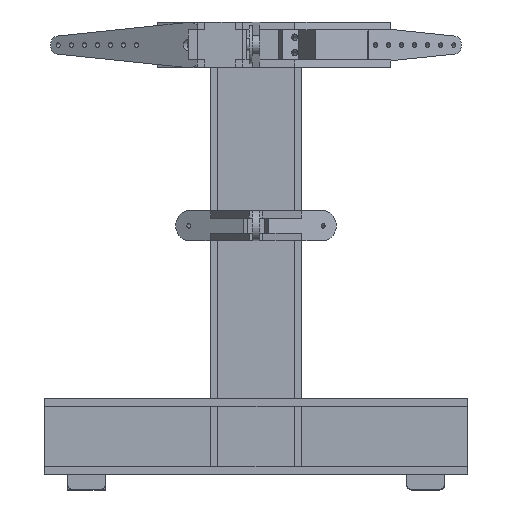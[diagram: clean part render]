
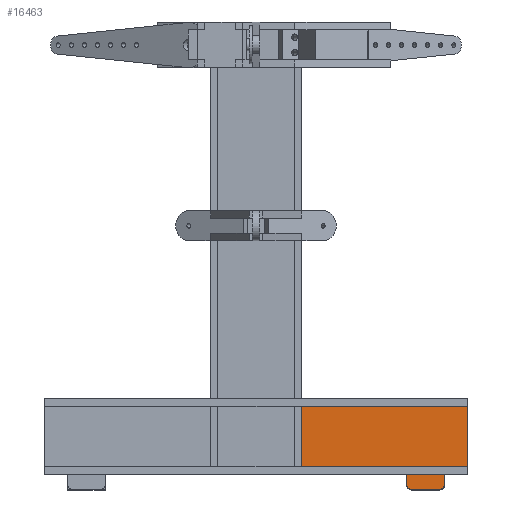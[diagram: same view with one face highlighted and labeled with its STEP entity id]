
A CAD part, top view. The second image highlights one B-rep face of the part: STEP entity #16463.
In plain terms, the highlighted planar face has unit normal (0, 0, 1).
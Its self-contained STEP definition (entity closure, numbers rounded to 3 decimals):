
#1121=PLANE('',#17654);
#1918=FACE_OUTER_BOUND('',#2976,.T.);
#2976=EDGE_LOOP('',(#15138,#15139,#15140,#15141,#15142,#15143,#15144,#15145,
#15146,#15147,#15148,#15149,#15150,#15151,#15152,#15153));
#4896=LINE('',#25809,#7022);
#4899=LINE('',#25815,#7025);
#4902=LINE('',#25821,#7028);
#4905=LINE('',#25827,#7031);
#4908=LINE('',#25833,#7034);
#4911=LINE('',#25839,#7037);
#4914=LINE('',#25845,#7040);
#4917=LINE('',#25851,#7043);
#4920=LINE('',#25857,#7046);
#4923=LINE('',#25863,#7049);
#4926=LINE('',#25869,#7052);
#4929=LINE('',#25875,#7055);
#4933=LINE('',#25887,#7059);
#4937=LINE('',#25897,#7063);
#7022=VECTOR('',#21258,10.);
#7025=VECTOR('',#21263,10.);
#7028=VECTOR('',#21268,10.);
#7031=VECTOR('',#21273,10.);
#7034=VECTOR('',#21278,10.);
#7037=VECTOR('',#21283,10.);
#7040=VECTOR('',#21288,10.);
#7043=VECTOR('',#21293,10.);
#7046=VECTOR('',#21298,10.);
#7049=VECTOR('',#21303,10.);
#7052=VECTOR('',#21308,10.);
#7055=VECTOR('',#21313,10.);
#7059=VECTOR('',#21325,10.);
#7063=VECTOR('',#21337,10.);
#7441=CIRCLE('',#17648,3.);
#7443=CIRCLE('',#17652,3.);
#8742=VERTEX_POINT('',#25806);
#8743=VERTEX_POINT('',#25808);
#8745=VERTEX_POINT('',#25814);
#8747=VERTEX_POINT('',#25820);
#8749=VERTEX_POINT('',#25826);
#8751=VERTEX_POINT('',#25832);
#8753=VERTEX_POINT('',#25838);
#8755=VERTEX_POINT('',#25844);
#8757=VERTEX_POINT('',#25850);
#8759=VERTEX_POINT('',#25856);
#8761=VERTEX_POINT('',#25862);
#8763=VERTEX_POINT('',#25868);
#8765=VERTEX_POINT('',#25874);
#8767=VERTEX_POINT('',#25880);
#8769=VERTEX_POINT('',#25886);
#8771=VERTEX_POINT('',#25892);
#10888=EDGE_CURVE('',#8743,#8742,#4896,.T.);
#10891=EDGE_CURVE('',#8745,#8743,#4899,.T.);
#10894=EDGE_CURVE('',#8747,#8745,#4902,.T.);
#10897=EDGE_CURVE('',#8749,#8747,#4905,.T.);
#10900=EDGE_CURVE('',#8751,#8749,#4908,.T.);
#10903=EDGE_CURVE('',#8753,#8751,#4911,.T.);
#10906=EDGE_CURVE('',#8755,#8753,#4914,.T.);
#10909=EDGE_CURVE('',#8757,#8755,#4917,.T.);
#10912=EDGE_CURVE('',#8759,#8757,#4920,.T.);
#10915=EDGE_CURVE('',#8761,#8759,#4923,.T.);
#10918=EDGE_CURVE('',#8763,#8761,#4926,.T.);
#10921=EDGE_CURVE('',#8765,#8763,#4929,.T.);
#10924=EDGE_CURVE('',#8767,#8765,#7441,.T.);
#10927=EDGE_CURVE('',#8769,#8767,#4933,.T.);
#10930=EDGE_CURVE('',#8771,#8769,#7443,.T.);
#10933=EDGE_CURVE('',#8742,#8771,#4937,.T.);
#15138=ORIENTED_EDGE('',*,*,#10933,.T.);
#15139=ORIENTED_EDGE('',*,*,#10930,.T.);
#15140=ORIENTED_EDGE('',*,*,#10927,.T.);
#15141=ORIENTED_EDGE('',*,*,#10924,.T.);
#15142=ORIENTED_EDGE('',*,*,#10921,.T.);
#15143=ORIENTED_EDGE('',*,*,#10918,.T.);
#15144=ORIENTED_EDGE('',*,*,#10915,.T.);
#15145=ORIENTED_EDGE('',*,*,#10912,.T.);
#15146=ORIENTED_EDGE('',*,*,#10909,.T.);
#15147=ORIENTED_EDGE('',*,*,#10906,.T.);
#15148=ORIENTED_EDGE('',*,*,#10903,.T.);
#15149=ORIENTED_EDGE('',*,*,#10900,.T.);
#15150=ORIENTED_EDGE('',*,*,#10897,.T.);
#15151=ORIENTED_EDGE('',*,*,#10894,.T.);
#15152=ORIENTED_EDGE('',*,*,#10891,.T.);
#15153=ORIENTED_EDGE('',*,*,#10888,.T.);
#16463=ADVANCED_FACE('',(#1918),#1121,.T.);
#17648=AXIS2_PLACEMENT_3D('',#25881,#21319,#21320);
#17652=AXIS2_PLACEMENT_3D('',#25893,#21331,#21332);
#17654=AXIS2_PLACEMENT_3D('',#25898,#21338,#21339);
#21258=DIRECTION('',(1.,0.,0.));
#21263=DIRECTION('',(0.,-1.,0.));
#21268=DIRECTION('',(1.,0.,0.));
#21273=DIRECTION('',(0.,-1.,0.));
#21278=DIRECTION('',(-1.,0.,0.));
#21283=DIRECTION('',(0.,-1.,0.));
#21288=DIRECTION('',(-1.,0.,0.));
#21293=DIRECTION('',(0.,1.,0.));
#21298=DIRECTION('',(-1.,0.,0.));
#21303=DIRECTION('',(0.,1.,0.));
#21308=DIRECTION('',(1.,0.,0.));
#21313=DIRECTION('',(0.,1.,0.));
#21319=DIRECTION('center_axis',(0.,0.,1.));
#21320=DIRECTION('ref_axis',(0.,-1.,0.));
#21325=DIRECTION('',(1.,0.,0.));
#21331=DIRECTION('center_axis',(0.,0.,1.));
#21332=DIRECTION('ref_axis',(-1.,0.,0.));
#21337=DIRECTION('',(0.,-1.,0.));
#21338=DIRECTION('center_axis',(0.,0.,1.));
#21339=DIRECTION('ref_axis',(1.,0.,0.));
#25806=CARTESIAN_POINT('',(100.,-170.,146.));
#25808=CARTESIAN_POINT('',(35.472,-170.,146.));
#25809=CARTESIAN_POINT('',(35.472,-170.,146.));
#25814=CARTESIAN_POINT('',(35.472,-165.,146.));
#25815=CARTESIAN_POINT('',(35.472,-165.,146.));
#25820=CARTESIAN_POINT('',(30.472,-165.,146.));
#25821=CARTESIAN_POINT('',(30.472,-165.,146.));
#25826=CARTESIAN_POINT('',(30.472,-125.,146.));
#25827=CARTESIAN_POINT('',(30.472,-125.,146.));
#25832=CARTESIAN_POINT('',(35.472,-125.,146.));
#25833=CARTESIAN_POINT('',(35.472,-125.,146.));
#25838=CARTESIAN_POINT('',(35.472,-120.,146.));
#25839=CARTESIAN_POINT('',(35.472,-120.,146.));
#25844=CARTESIAN_POINT('',(125.,-120.,146.));
#25845=CARTESIAN_POINT('',(125.,-120.,146.));
#25850=CARTESIAN_POINT('',(125.,-125.,146.));
#25851=CARTESIAN_POINT('',(125.,-125.,146.));
#25856=CARTESIAN_POINT('',(140.,-125.,146.));
#25857=CARTESIAN_POINT('',(140.,-125.,146.));
#25862=CARTESIAN_POINT('',(140.,-165.,146.));
#25863=CARTESIAN_POINT('',(140.,-165.,146.));
#25868=CARTESIAN_POINT('',(125.,-165.,146.));
#25869=CARTESIAN_POINT('',(125.,-165.,146.));
#25874=CARTESIAN_POINT('',(125.,-177.,146.));
#25875=CARTESIAN_POINT('',(125.,-177.,146.));
#25880=CARTESIAN_POINT('',(122.,-180.,146.));
#25881=CARTESIAN_POINT('Origin',(122.,-177.,146.));
#25886=CARTESIAN_POINT('',(103.,-180.,146.));
#25887=CARTESIAN_POINT('',(103.,-180.,146.));
#25892=CARTESIAN_POINT('',(100.,-177.,146.));
#25893=CARTESIAN_POINT('Origin',(103.,-177.,146.));
#25897=CARTESIAN_POINT('',(100.,-170.,146.));
#25898=CARTESIAN_POINT('Origin',(85.236,-150.,146.));
